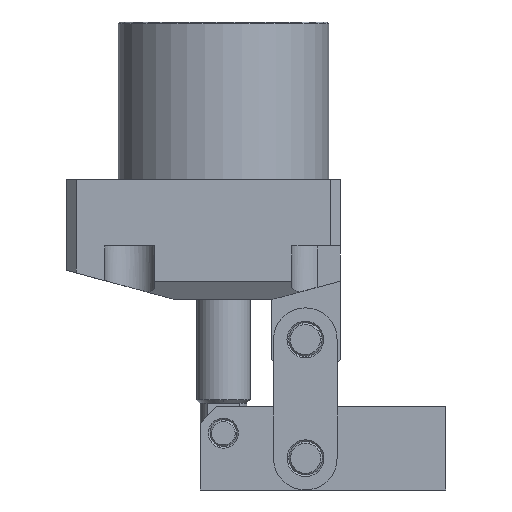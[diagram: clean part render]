
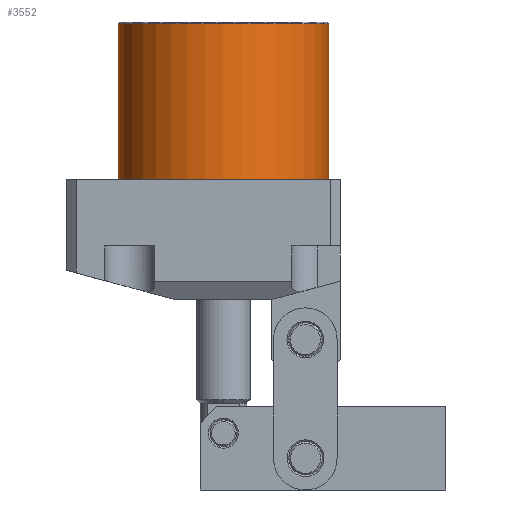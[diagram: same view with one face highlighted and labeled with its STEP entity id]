
A CAD part, front view. The second image highlights one B-rep face of the part: STEP entity #3552.
In plain terms, the highlighted cylindrical face has radius 31.5 mm (diameter 63 mm), a partial arc.
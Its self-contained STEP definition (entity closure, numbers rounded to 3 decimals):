
#236 = LINE ( 'NONE', #12893, #556 ) ;
#280 = CARTESIAN_POINT ( 'NONE',  ( 0., 0., 64.5 ) ) ;
#546 = DIRECTION ( 'NONE',  ( 0., 0., -1. ) ) ;
#556 = VECTOR ( 'NONE', #6898, 1000. ) ;
#584 = VERTEX_POINT ( 'NONE', #5784 ) ;
#668 = AXIS2_PLACEMENT_3D ( 'NONE', #8681, #2762, #9711 ) ;
#1126 = CARTESIAN_POINT ( 'NONE',  ( 31.5, 0., 64.5 ) ) ;
#1292 = DIRECTION ( 'NONE',  ( -1., 0., 0. ) ) ;
#1782 = CIRCLE ( 'NONE', #668, 31.5 ) ;
#2696 = VECTOR ( 'NONE', #546, 1000. ) ;
#2762 = DIRECTION ( 'NONE',  ( 0., 0., -1. ) ) ;
#2934 = FACE_OUTER_BOUND ( 'NONE', #6270, .T. ) ;
#3552 = ADVANCED_FACE ( 'NONE', ( #2934 ), #10709, .T. ) ;
#3843 = ORIENTED_EDGE ( 'NONE', *, *, #5262, .F. ) ;
#3867 = CARTESIAN_POINT ( 'NONE',  ( 0., 0., 18. ) ) ;
#4143 = AXIS2_PLACEMENT_3D ( 'NONE', #3867, #10826, #4850 ) ;
#4174 = ORIENTED_EDGE ( 'NONE', *, *, #7597, .T. ) ;
#4587 = VERTEX_POINT ( 'NONE', #11900 ) ;
#4850 = DIRECTION ( 'NONE',  ( -1., 0., 0. ) ) ;
#5262 = EDGE_CURVE ( 'NONE', #8958, #11270, #10305, .T. ) ;
#5784 = CARTESIAN_POINT ( 'NONE',  ( -31.5, 0., 64.5 ) ) ;
#5864 = ORIENTED_EDGE ( 'NONE', *, *, #6527, .T. ) ;
#5948 = AXIS2_PLACEMENT_3D ( 'NONE', #280, #7206, #1292 ) ;
#6088 = EDGE_CURVE ( 'NONE', #4587, #584, #7018, .T. ) ;
#6270 = EDGE_LOOP ( 'NONE', ( #3843, #4174, #11746, #5864, #8545 ) ) ;
#6527 = EDGE_CURVE ( 'NONE', #584, #10949, #236, .T. ) ;
#6898 = DIRECTION ( 'NONE',  ( 0., 0., -1. ) ) ;
#7005 = CARTESIAN_POINT ( 'NONE',  ( 0., 0., 65. ) ) ;
#7018 = CIRCLE ( 'NONE', #5948, 31.5 ) ;
#7206 = DIRECTION ( 'NONE',  ( 0., 0., -1. ) ) ;
#7479 = CARTESIAN_POINT ( 'NONE',  ( 31.5, 0., 65. ) ) ;
#7597 = EDGE_CURVE ( 'NONE', #8958, #4587, #1782, .T. ) ;
#8545 = ORIENTED_EDGE ( 'NONE', *, *, #11613, .T. ) ;
#8681 = CARTESIAN_POINT ( 'NONE',  ( 0., 0., 64.5 ) ) ;
#8958 = VERTEX_POINT ( 'NONE', #1126 ) ;
#9021 = DIRECTION ( 'NONE',  ( 0., 0., -1. ) ) ;
#9557 = AXIS2_PLACEMENT_3D ( 'NONE', #7005, #9021, #10975 ) ;
#9711 = DIRECTION ( 'NONE',  ( -1., 0., 0. ) ) ;
#10281 = CARTESIAN_POINT ( 'NONE',  ( 31.5, 0., 18. ) ) ;
#10305 = LINE ( 'NONE', #7479, #2696 ) ;
#10709 = CYLINDRICAL_SURFACE ( 'NONE', #9557, 31.5 ) ;
#10826 = DIRECTION ( 'NONE',  ( 0., 0., 1. ) ) ;
#10949 = VERTEX_POINT ( 'NONE', #12715 ) ;
#10975 = DIRECTION ( 'NONE',  ( -1., 0., 0. ) ) ;
#11270 = VERTEX_POINT ( 'NONE', #10281 ) ;
#11613 = EDGE_CURVE ( 'NONE', #10949, #11270, #12285, .T. ) ;
#11746 = ORIENTED_EDGE ( 'NONE', *, *, #6088, .T. ) ;
#11900 = CARTESIAN_POINT ( 'NONE',  ( 0., -31.5, 64.5 ) ) ;
#12285 = CIRCLE ( 'NONE', #4143, 31.5 ) ;
#12715 = CARTESIAN_POINT ( 'NONE',  ( -31.5, 0., 18. ) ) ;
#12893 = CARTESIAN_POINT ( 'NONE',  ( -31.5, 0., 65. ) ) ;
